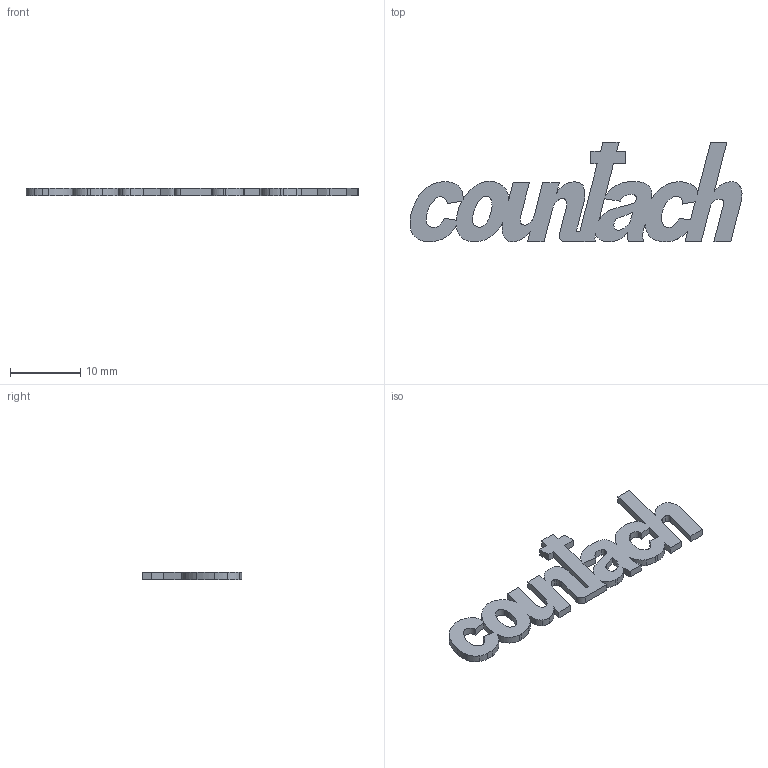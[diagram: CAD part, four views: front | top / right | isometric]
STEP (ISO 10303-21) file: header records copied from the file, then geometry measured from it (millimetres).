
FILE_DESCRIPTION(/* description */ (''),/* implementation_level */ '2;1');
FILE_NAME(/* name */ 'countach.step',/* time_stamp */ '2025-05-25T14:46:12-04:00',/* author */ (''),/* organization */ (''),/* preprocessor_version */ 'ST-DEVELOPER v20.1',/* originating_system */ 'Autodesk Translation Framework v14.10.0.0',/* authorisation */ '');
FILE_SCHEMA (('AUTOMOTIVE_DESIGN { 1 0 10303 214 3 1 1 }'));
Length unit declared in the file: millimetre
Products named in the file (1): countach
Bounding box: 47.13 x 14.17 x 1 mm (x, y, z)
Volume: 307.8 mm3; surface area: 900.9 mm2
Topology: 1 solids, 1 shells, 153 faces, 453 edges, 302 vertices
Faces by surface type: cylinder 102, plane 51
Entity records: 5264 total; most frequent: DIRECTION 965, CARTESIAN_POINT 909, ORIENTED_EDGE 906, EDGE_CURVE 453, AXIS2_PLACEMENT_3D 358, VERTEX_POINT 302, LINE 249, VECTOR 249
